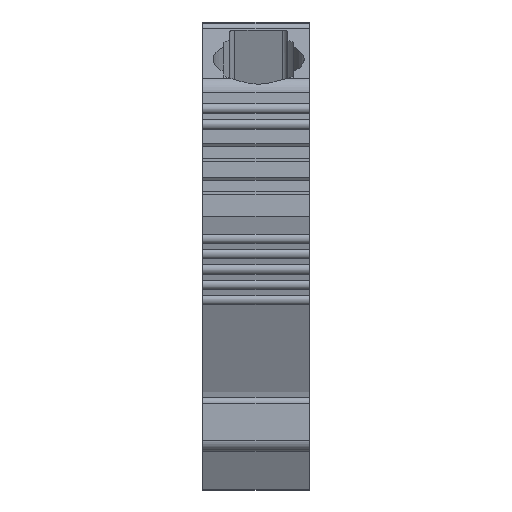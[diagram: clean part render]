
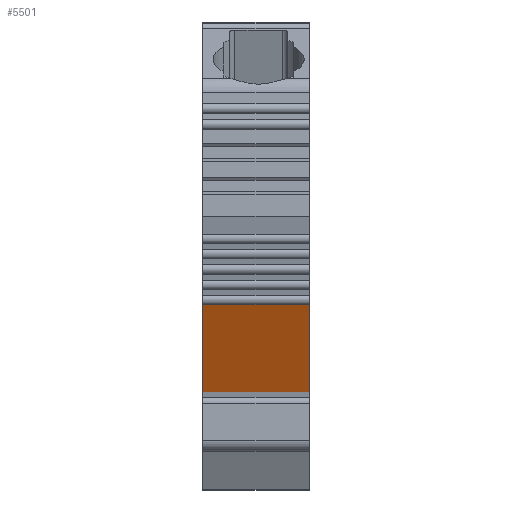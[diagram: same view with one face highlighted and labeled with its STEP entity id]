
A CAD part, left-side view. The second image highlights one B-rep face of the part: STEP entity #5501.
In plain terms, the highlighted planar face has unit normal (-0.906, 0, -0.423).
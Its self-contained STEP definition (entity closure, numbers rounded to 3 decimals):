
#1094=ORIENTED_EDGE('',*,*,#2517,.F.);
#1095=ORIENTED_EDGE('',*,*,#2369,.F.);
#1096=ORIENTED_EDGE('',*,*,#2516,.F.);
#1097=ORIENTED_EDGE('',*,*,#2098,.T.);
#2098=EDGE_CURVE('',#2917,#2916,#3423,.T.);
#2369=EDGE_CURVE('',#3135,#3136,#3625,.T.);
#2516=EDGE_CURVE('',#2917,#3135,#3735,.T.);
#2517=EDGE_CURVE('',#3136,#2916,#3736,.T.);
#2916=VERTEX_POINT('',#8111);
#2917=VERTEX_POINT('',#8113);
#3135=VERTEX_POINT('',#8638);
#3136=VERTEX_POINT('',#8640);
#3423=LINE('',#8112,#4058);
#3625=LINE('',#8639,#4260);
#3735=LINE('',#8921,#4370);
#3736=LINE('',#8923,#4371);
#4058=VECTOR('',#6432,1000.);
#4260=VECTOR('',#6846,1000.);
#4370=VECTOR('',#7108,1000.);
#4371=VECTOR('',#7111,1000.);
#4681=EDGE_LOOP('',(#1094,#1095,#1096,#1097));
#4990=FACE_BOUND('',#4681,.T.);
#5276=PLANE('',#5957);
#5501=ADVANCED_FACE('',(#4990),#5276,.T.);
#5957=AXIS2_PLACEMENT_3D('',#8922,#7109,#7110);
#6432=DIRECTION('',(0.423,0.,-0.906));
#6846=DIRECTION('',(0.423,0.,-0.906));
#7108=DIRECTION('',(0.,-1.,0.));
#7109=DIRECTION('',(-0.906,0.,-0.423));
#7110=DIRECTION('',(-0.423,0.,0.906));
#7111=DIRECTION('',(0.,1.,0.));
#8111=CARTESIAN_POINT('',(-34.921,10.1,-12.847));
#8112=CARTESIAN_POINT('',(-38.755,10.1,-4.625));
#8113=CARTESIAN_POINT('',(-38.755,10.1,-4.625));
#8638=CARTESIAN_POINT('',(-38.755,0.,-4.625));
#8639=CARTESIAN_POINT('',(-38.755,0.,-4.625));
#8640=CARTESIAN_POINT('',(-34.921,0.,-12.847));
#8921=CARTESIAN_POINT('',(-38.755,10.1,-4.625));
#8922=CARTESIAN_POINT('',(-38.755,10.1,-4.625));
#8923=CARTESIAN_POINT('',(-34.921,8.8,-12.847));
